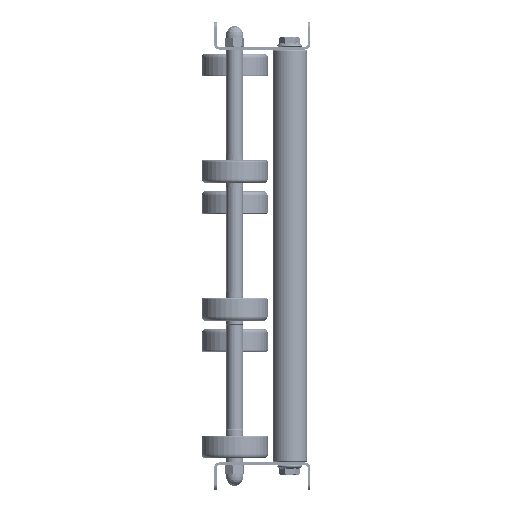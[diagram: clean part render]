
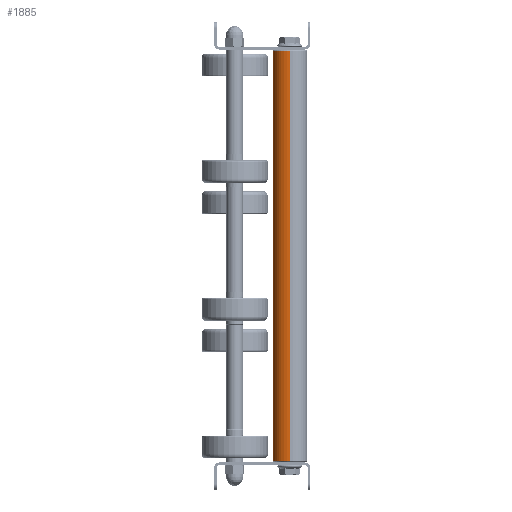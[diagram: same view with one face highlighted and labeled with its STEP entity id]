
A CAD part, left-side view. The second image highlights one B-rep face of the part: STEP entity #1885.
In plain terms, the highlighted cylindrical face has radius 12.5 mm (diameter 25 mm), a partial arc.
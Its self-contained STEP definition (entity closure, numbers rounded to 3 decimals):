
#220 = EDGE_CURVE ( 'NONE', #3581, #25730, #24652, .T. ) ;
#623 = ORIENTED_EDGE ( 'NONE', *, *, #15539, .F. ) ;
#734 = CARTESIAN_POINT ( 'NONE',  ( 1., 0., 12.5 ) ) ;
#1885 = ADVANCED_FACE ( 'NONE', ( #14836 ), #8818, .T. ) ;
#2092 = VECTOR ( 'NONE', #12995, 1000. ) ;
#3422 = DIRECTION ( 'NONE',  ( -1., 0., 0. ) ) ;
#3581 = VERTEX_POINT ( 'NONE', #21922 ) ;
#3875 = ORIENTED_EDGE ( 'NONE', *, *, #220, .T. ) ;
#4654 = DIRECTION ( 'NONE',  ( 0., 0., 1. ) ) ;
#7267 = VECTOR ( 'NONE', #13152, 1000. ) ;
#7604 = ORIENTED_EDGE ( 'NONE', *, *, #18243, .T. ) ;
#7859 = DIRECTION ( 'NONE',  ( 0., 0., -1. ) ) ;
#8818 = CYLINDRICAL_SURFACE ( 'NONE', #10142, 12.5 ) ;
#9295 = EDGE_LOOP ( 'NONE', ( #7604, #13750, #3875, #623 ) ) ;
#9556 = VERTEX_POINT ( 'NONE', #11983 ) ;
#10142 = AXIS2_PLACEMENT_3D ( 'NONE', #18702, #14716, #4654 ) ;
#10584 = AXIS2_PLACEMENT_3D ( 'NONE', #19697, #3422, #7859 ) ;
#11983 = CARTESIAN_POINT ( 'NONE',  ( 299., 0., -12.5 ) ) ;
#12169 = CARTESIAN_POINT ( 'NONE',  ( 1., 0., 0. ) ) ;
#12640 = LINE ( 'NONE', #21207, #7267 ) ;
#12995 = DIRECTION ( 'NONE',  ( -1., 0., 0. ) ) ;
#13152 = DIRECTION ( 'NONE',  ( -1., 0., 0. ) ) ;
#13295 = AXIS2_PLACEMENT_3D ( 'NONE', #12169, #20227, #14282 ) ;
#13750 = ORIENTED_EDGE ( 'NONE', *, *, #18682, .T. ) ;
#14282 = DIRECTION ( 'NONE',  ( 0., 0., -1. ) ) ;
#14716 = DIRECTION ( 'NONE',  ( -1., 0., 0. ) ) ;
#14836 = FACE_OUTER_BOUND ( 'NONE', #9295, .T. ) ;
#15539 = EDGE_CURVE ( 'NONE', #20358, #25730, #23259, .T. ) ;
#18243 = EDGE_CURVE ( 'NONE', #20358, #9556, #20273, .T. ) ;
#18682 = EDGE_CURVE ( 'NONE', #9556, #3581, #12640, .T. ) ;
#18702 = CARTESIAN_POINT ( 'NONE',  ( 300., 0., 0. ) ) ;
#19697 = CARTESIAN_POINT ( 'NONE',  ( 299., 0., 0. ) ) ;
#20227 = DIRECTION ( 'NONE',  ( 1., 0., 0. ) ) ;
#20273 = CIRCLE ( 'NONE', #10584, 12.5 ) ;
#20358 = VERTEX_POINT ( 'NONE', #22028 ) ;
#21207 = CARTESIAN_POINT ( 'NONE',  ( 300., 0., -12.5 ) ) ;
#21922 = CARTESIAN_POINT ( 'NONE',  ( 1., 0., -12.5 ) ) ;
#22028 = CARTESIAN_POINT ( 'NONE',  ( 299., 0., 12.5 ) ) ;
#23001 = CARTESIAN_POINT ( 'NONE',  ( 300., 0., 12.5 ) ) ;
#23259 = LINE ( 'NONE', #23001, #2092 ) ;
#24652 = CIRCLE ( 'NONE', #13295, 12.5 ) ;
#25730 = VERTEX_POINT ( 'NONE', #734 ) ;
